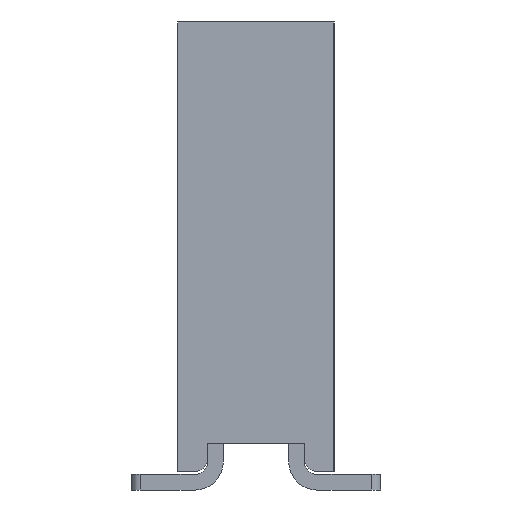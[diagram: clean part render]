
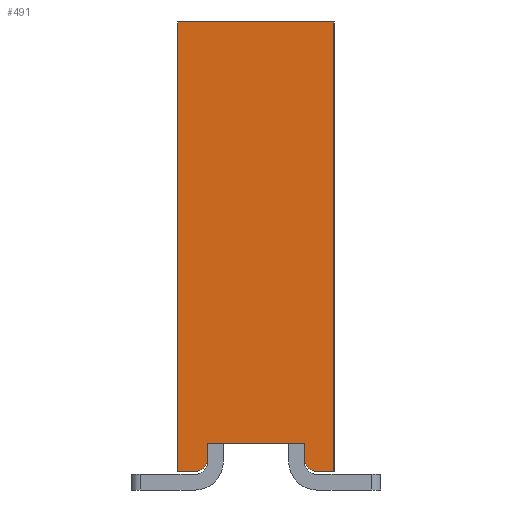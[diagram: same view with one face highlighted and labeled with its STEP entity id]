
A CAD part, left-side view. The second image highlights one B-rep face of the part: STEP entity #491.
In plain terms, the highlighted planar face has unit normal (-1, 0, 0).
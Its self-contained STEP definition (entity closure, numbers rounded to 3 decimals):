
#148=CIRCLE('',#13300,0.2);
#149=CIRCLE('',#13301,0.2);
#491=ADVANCED_FACE('',(#1745),#1175,.T.);
#1175=PLANE('',#13302);
#1745=FACE_OUTER_BOUND('',#2457,.T.);
#2457=EDGE_LOOP('',(#3676,#3677,#3678,#3679,#3680,#3681,#3682,#3683,#3684,
#3685));
#3676=ORIENTED_EDGE('',*,*,#8451,.T.);
#3677=ORIENTED_EDGE('',*,*,#8572,.T.);
#3678=ORIENTED_EDGE('',*,*,#8444,.T.);
#3679=ORIENTED_EDGE('',*,*,#8448,.F.);
#3680=ORIENTED_EDGE('',*,*,#8430,.F.);
#3681=ORIENTED_EDGE('',*,*,#8573,.T.);
#3682=ORIENTED_EDGE('',*,*,#8574,.T.);
#3683=ORIENTED_EDGE('',*,*,#8570,.T.);
#3684=ORIENTED_EDGE('',*,*,#8568,.T.);
#3685=ORIENTED_EDGE('',*,*,#8575,.F.);
#7183=VERTEX_POINT('',#18367);
#7184=VERTEX_POINT('',#18369);
#7192=VERTEX_POINT('',#18390);
#7195=VERTEX_POINT('',#18395);
#7200=VERTEX_POINT('',#18409);
#7201=VERTEX_POINT('',#18411);
#7315=VERTEX_POINT('',#18640);
#7317=VERTEX_POINT('',#18644);
#7319=VERTEX_POINT('',#18650);
#7320=VERTEX_POINT('',#18655);
#8430=EDGE_CURVE('',#7183,#7184,#10308,.T.);
#8444=EDGE_CURVE('',#7192,#7195,#10322,.T.);
#8448=EDGE_CURVE('',#7184,#7195,#10326,.T.);
#8451=EDGE_CURVE('',#7201,#7200,#10329,.T.);
#8568=EDGE_CURVE('',#7315,#7317,#10446,.T.);
#8570=EDGE_CURVE('',#7319,#7315,#10448,.T.);
#8572=EDGE_CURVE('',#7200,#7192,#148,.T.);
#8573=EDGE_CURVE('',#7183,#7320,#149,.T.);
#8574=EDGE_CURVE('',#7320,#7319,#10450,.T.);
#8575=EDGE_CURVE('',#7201,#7317,#10451,.T.);
#10308=LINE('',#18368,#11958);
#10322=LINE('',#18396,#11972);
#10326=LINE('',#18403,#11976);
#10329=LINE('',#18410,#11979);
#10446=LINE('',#18645,#12096);
#10448=LINE('',#18649,#12098);
#10450=LINE('',#18656,#12100);
#10451=LINE('',#18657,#12101);
#11958=VECTOR('',#14627,1.);
#11972=VECTOR('',#14645,1.);
#11976=VECTOR('',#14651,1.);
#11979=VECTOR('',#14656,1.);
#12096=VECTOR('',#14775,1.);
#12098=VECTOR('',#14779,1.);
#12100=VECTOR('',#14787,1.);
#12101=VECTOR('',#14788,1.);
#13300=AXIS2_PLACEMENT_3D('',#18653,#14783,#14784);
#13301=AXIS2_PLACEMENT_3D('',#18654,#14785,#14786);
#13302=AXIS2_PLACEMENT_3D('',#18658,#14789,#14790);
#14627=DIRECTION('',(0.,0.,1.));
#14645=DIRECTION('',(0.,0.,1.));
#14651=DIRECTION('',(0.,1.,0.));
#14656=DIRECTION('',(0.,-1.,0.));
#14775=DIRECTION('',(0.,1.,0.));
#14779=DIRECTION('',(0.,0.,1.));
#14783=DIRECTION('',(-1.,0.,0.));
#14784=DIRECTION('',(0.,0.,1.));
#14785=DIRECTION('',(-1.,0.,0.));
#14786=DIRECTION('',(0.,0.,1.));
#14787=DIRECTION('',(0.,-1.,0.));
#14788=DIRECTION('',(0.,0.,1.));
#14789=DIRECTION('',(-1.,0.,0.));
#14790=DIRECTION('',(0.,0.,1.));
#18367=CARTESIAN_POINT('',(0.,0.475,0.2));
#18368=CARTESIAN_POINT('',(0.,0.475,0.45));
#18369=CARTESIAN_POINT('',(0.,0.475,0.45));
#18390=CARTESIAN_POINT('',(0.,2.025,0.2));
#18395=CARTESIAN_POINT('',(0.,2.025,0.45));
#18396=CARTESIAN_POINT('',(0.,2.025,0.45));
#18403=CARTESIAN_POINT('',(0.,0.475,0.45));
#18409=CARTESIAN_POINT('',(0.,2.225,0.));
#18410=CARTESIAN_POINT('',(0.,1.25,0.));
#18411=CARTESIAN_POINT('',(0.,2.5,0.));
#18640=CARTESIAN_POINT('',(0.,0.,7.2));
#18644=CARTESIAN_POINT('',(0.,2.5,7.2));
#18645=CARTESIAN_POINT('',(0.,1.25,7.2));
#18649=CARTESIAN_POINT('',(0.,0.,0.));
#18650=CARTESIAN_POINT('',(0.,0.,0.));
#18653=CARTESIAN_POINT('',(0.,2.225,0.2));
#18654=CARTESIAN_POINT('',(0.,0.275,0.2));
#18655=CARTESIAN_POINT('',(0.,0.275,0.));
#18656=CARTESIAN_POINT('',(0.,1.25,0.));
#18657=CARTESIAN_POINT('',(0.,2.5,0.));
#18658=CARTESIAN_POINT('',(0.,1.25,0.));
